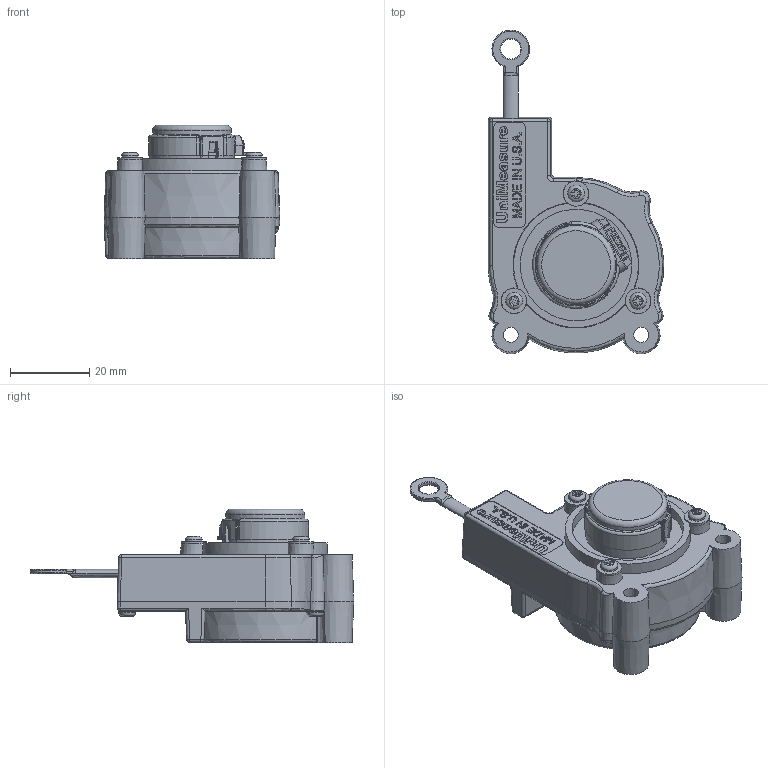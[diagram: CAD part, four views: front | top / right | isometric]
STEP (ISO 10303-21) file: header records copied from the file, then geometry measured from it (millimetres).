
FILE_DESCRIPTION(/* description */ (''),/* implementation_level */ '2;1');
FILE_NAME(/* name */ 'lx-EP2-20,40.stp',/* time_stamp */ '2021-11-12T11:53:39-08:00',/* author */ ('JessRP'),/* organization */ (''),/* preprocessor_version */ 'ST-DEVELOPER v18',/* originating_system */ 'Autodesk Inventor 2020',/* authorisation */ '');
FILE_SCHEMA (('AUTOMOTIVE_DESIGN { 1 0 10303 214 3 1 1 }'));
Length unit declared in the file: inch
Products named in the file (1): lx-EP2_Shrinkwrap_1
Bounding box: 44.44 x 81.87 x 33.78 mm (x, y, z)
Volume: 40682.7 mm3; surface area: 14672.6 mm2
Topology: 1 solids, 1 shells, 1104 faces, 3038 edges, 1950 vertices
Faces by surface type: plane 676, bspline 212, cylinder 118, cone 57, torus 34, sphere 7
Full cylindrical faces by diameter (mm): 0.61 x4, 1.575 x2, 4.242 x7, 5.08 x1, 6.35 x3, 6.604 x1, 8.331 x1, 9.804 x1, 10.312 x1, 12.979 x1, 17.78 x1, 18.186 x1, 19.05 x1, 19.964 x1, 28.24 x1, 30.226 x1, 31.623 x1
Entity records: 43164 total; most frequent: CARTESIAN_POINT 15201, ORIENTED_EDGE 6052, DIRECTION 4882, EDGE_CURVE 3026, VERTEX_POINT 1950, LINE 1836, VECTOR 1836, AXIS2_PLACEMENT_3D 1523
